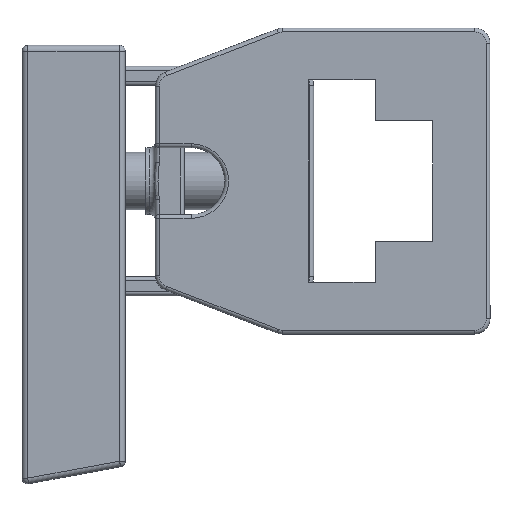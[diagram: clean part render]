
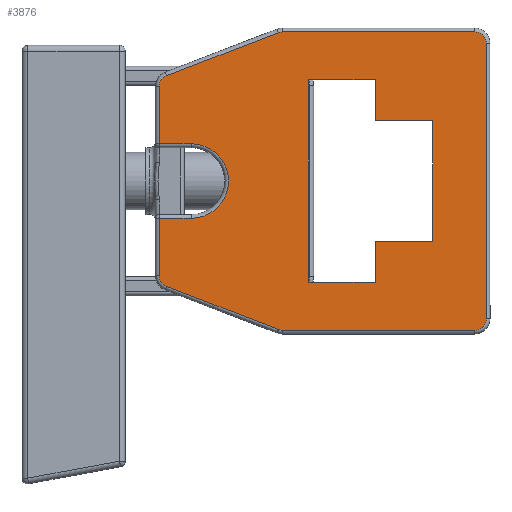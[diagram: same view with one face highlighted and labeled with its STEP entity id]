
A CAD part, left-side view. The second image highlights one B-rep face of the part: STEP entity #3876.
In plain terms, the highlighted planar face has unit normal (-1, 0, 0).
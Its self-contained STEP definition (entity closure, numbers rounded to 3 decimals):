
#114=FACE_BOUND('',#825,.T.);
#237=CIRCLE('',#4224,1.95);
#244=CIRCLE('',#4237,0.6);
#245=CIRCLE('',#4238,0.6);
#246=CIRCLE('',#4239,0.6);
#247=CIRCLE('',#4240,0.6);
#248=CIRCLE('',#4241,0.6);
#249=CIRCLE('',#4242,0.6);
#412=PLANE('',#4236);
#563=FACE_OUTER_BOUND('',#824,.T.);
#824=EDGE_LOOP('',(#3008,#3009,#3010,#3011,#3012,#3013,#3014,#3015,#3016,
#3017,#3018,#3019,#3020,#3021,#3022,#3023));
#825=EDGE_LOOP('',(#3024,#3025,#3026,#3027,#3028,#3029,#3030,#3031));
#1124=LINE('',#6490,#1424);
#1125=LINE('',#6501,#1425);
#1128=LINE('',#6512,#1428);
#1129=LINE('',#6516,#1429);
#1130=LINE('',#6520,#1430);
#1131=LINE('',#6524,#1431);
#1132=LINE('',#6528,#1432);
#1133=LINE('',#6532,#1433);
#1134=LINE('',#6536,#1434);
#1135=LINE('',#6540,#1435);
#1136=LINE('',#6542,#1436);
#1137=LINE('',#6544,#1437);
#1138=LINE('',#6546,#1438);
#1139=LINE('',#6548,#1439);
#1140=LINE('',#6550,#1440);
#1141=LINE('',#6552,#1441);
#1142=LINE('',#6553,#1442);
#1424=VECTOR('',#5066,1.672);
#1425=VECTOR('',#5079,1.672);
#1428=VECTOR('',#5096,3.001);
#1429=VECTOR('',#5101,3.001);
#1430=VECTOR('',#5104,6.266);
#1431=VECTOR('',#5107,10.051);
#1432=VECTOR('',#5110,14.4);
#1433=VECTOR('',#5113,10.051);
#1434=VECTOR('',#5116,6.266);
#1435=VECTOR('',#5119,3.);
#1436=VECTOR('',#5120,6.3);
#1437=VECTOR('',#5121,3.);
#1438=VECTOR('',#5122,2.15);
#1439=VECTOR('',#5123,3.5);
#1440=VECTOR('',#5124,10.6);
#1441=VECTOR('',#5125,3.5);
#1442=VECTOR('',#5126,2.15);
#1769=VERTEX_POINT('',#6484);
#1771=VERTEX_POINT('',#6488);
#1773=VERTEX_POINT('',#6493);
#1775=VERTEX_POINT('',#6499);
#1776=VERTEX_POINT('',#6511);
#1777=VERTEX_POINT('',#6515);
#1778=VERTEX_POINT('',#6517);
#1779=VERTEX_POINT('',#6519);
#1780=VERTEX_POINT('',#6521);
#1781=VERTEX_POINT('',#6523);
#1782=VERTEX_POINT('',#6525);
#1783=VERTEX_POINT('',#6527);
#1784=VERTEX_POINT('',#6529);
#1785=VERTEX_POINT('',#6531);
#1786=VERTEX_POINT('',#6533);
#1787=VERTEX_POINT('',#6535);
#1788=VERTEX_POINT('',#6538);
#1789=VERTEX_POINT('',#6539);
#1790=VERTEX_POINT('',#6541);
#1791=VERTEX_POINT('',#6543);
#1792=VERTEX_POINT('',#6545);
#1793=VERTEX_POINT('',#6547);
#1794=VERTEX_POINT('',#6549);
#1795=VERTEX_POINT('',#6551);
#2205=EDGE_CURVE('',#1771,#1769,#1124,.T.);
#2207=EDGE_CURVE('',#1773,#1771,#237,.T.);
#2210=EDGE_CURVE('',#1775,#1773,#1125,.T.);
#2216=EDGE_CURVE('',#1769,#1776,#1128,.T.);
#2218=EDGE_CURVE('',#1777,#1775,#1129,.T.);
#2219=EDGE_CURVE('',#1778,#1777,#244,.T.);
#2220=EDGE_CURVE('',#1779,#1778,#1130,.T.);
#2221=EDGE_CURVE('',#1780,#1779,#245,.T.);
#2222=EDGE_CURVE('',#1781,#1780,#1131,.T.);
#2223=EDGE_CURVE('',#1782,#1781,#246,.T.);
#2224=EDGE_CURVE('',#1783,#1782,#1132,.T.);
#2225=EDGE_CURVE('',#1784,#1783,#247,.T.);
#2226=EDGE_CURVE('',#1785,#1784,#1133,.T.);
#2227=EDGE_CURVE('',#1786,#1785,#248,.T.);
#2228=EDGE_CURVE('',#1787,#1786,#1134,.T.);
#2229=EDGE_CURVE('',#1776,#1787,#249,.T.);
#2230=EDGE_CURVE('',#1788,#1789,#1135,.T.);
#2231=EDGE_CURVE('',#1789,#1790,#1136,.T.);
#2232=EDGE_CURVE('',#1790,#1791,#1137,.T.);
#2233=EDGE_CURVE('',#1791,#1792,#1138,.T.);
#2234=EDGE_CURVE('',#1792,#1793,#1139,.T.);
#2235=EDGE_CURVE('',#1793,#1794,#1140,.T.);
#2236=EDGE_CURVE('',#1794,#1795,#1141,.T.);
#2237=EDGE_CURVE('',#1795,#1788,#1142,.T.);
#3008=ORIENTED_EDGE('',*,*,#2205,.F.);
#3009=ORIENTED_EDGE('',*,*,#2207,.F.);
#3010=ORIENTED_EDGE('',*,*,#2210,.F.);
#3011=ORIENTED_EDGE('',*,*,#2218,.F.);
#3012=ORIENTED_EDGE('',*,*,#2219,.F.);
#3013=ORIENTED_EDGE('',*,*,#2220,.F.);
#3014=ORIENTED_EDGE('',*,*,#2221,.F.);
#3015=ORIENTED_EDGE('',*,*,#2222,.F.);
#3016=ORIENTED_EDGE('',*,*,#2223,.F.);
#3017=ORIENTED_EDGE('',*,*,#2224,.F.);
#3018=ORIENTED_EDGE('',*,*,#2225,.F.);
#3019=ORIENTED_EDGE('',*,*,#2226,.F.);
#3020=ORIENTED_EDGE('',*,*,#2227,.F.);
#3021=ORIENTED_EDGE('',*,*,#2228,.F.);
#3022=ORIENTED_EDGE('',*,*,#2229,.F.);
#3023=ORIENTED_EDGE('',*,*,#2216,.F.);
#3024=ORIENTED_EDGE('',*,*,#2230,.T.);
#3025=ORIENTED_EDGE('',*,*,#2231,.T.);
#3026=ORIENTED_EDGE('',*,*,#2232,.T.);
#3027=ORIENTED_EDGE('',*,*,#2233,.T.);
#3028=ORIENTED_EDGE('',*,*,#2234,.T.);
#3029=ORIENTED_EDGE('',*,*,#2235,.T.);
#3030=ORIENTED_EDGE('',*,*,#2236,.T.);
#3031=ORIENTED_EDGE('',*,*,#2237,.T.);
#3876=ADVANCED_FACE('',(#563,#114),#412,.F.);
#4224=AXIS2_PLACEMENT_3D('',#6495,#5071,#5072);
#4236=AXIS2_PLACEMENT_3D('',#6514,#5099,#5100);
#4237=AXIS2_PLACEMENT_3D('',#6518,#5102,#5103);
#4238=AXIS2_PLACEMENT_3D('',#6522,#5105,#5106);
#4239=AXIS2_PLACEMENT_3D('',#6526,#5108,#5109);
#4240=AXIS2_PLACEMENT_3D('',#6530,#5111,#5112);
#4241=AXIS2_PLACEMENT_3D('',#6534,#5114,#5115);
#4242=AXIS2_PLACEMENT_3D('',#6537,#5117,#5118);
#5066=DIRECTION('',(0.,1.,0.));
#5071=DIRECTION('center_axis',(-1.,0.,0.));
#5072=DIRECTION('ref_axis',(0.,-1.,0.));
#5079=DIRECTION('',(0.,-1.,0.));
#5096=DIRECTION('',(0.,0.,1.));
#5099=DIRECTION('center_axis',(1.,0.,0.));
#5100=DIRECTION('ref_axis',(0.,0.,-1.));
#5101=DIRECTION('',(0.,0.,1.));
#5102=DIRECTION('center_axis',(1.,0.,0.));
#5103=DIRECTION('ref_axis',(0.,0.824,-0.566));
#5104=DIRECTION('',(0.,0.933,0.359));
#5105=DIRECTION('center_axis',(1.,0.,0.));
#5106=DIRECTION('ref_axis',(0.,0.183,-0.983));
#5107=DIRECTION('',(0.,1.,0.));
#5108=DIRECTION('center_axis',(1.,0.,0.));
#5109=DIRECTION('ref_axis',(0.,-0.707,-0.707));
#5110=DIRECTION('',(0.,0.,-1.));
#5111=DIRECTION('center_axis',(1.,0.,0.));
#5112=DIRECTION('ref_axis',(0.,-0.707,0.707));
#5113=DIRECTION('',(0.,-1.,0.));
#5114=DIRECTION('center_axis',(1.,0.,0.));
#5115=DIRECTION('ref_axis',(0.,0.183,0.983));
#5116=DIRECTION('',(0.,-0.933,0.359));
#5117=DIRECTION('center_axis',(1.,0.,0.));
#5118=DIRECTION('ref_axis',(0.,0.824,0.566));
#5119=DIRECTION('',(0.,-1.,0.));
#5120=DIRECTION('',(0.,0.,-1.));
#5121=DIRECTION('',(0.,1.,0.));
#5122=DIRECTION('',(0.,0.,-1.));
#5123=DIRECTION('',(0.,1.,0.));
#5124=DIRECTION('',(0.,0.,1.));
#5125=DIRECTION('',(0.,-1.,0.));
#5126=DIRECTION('',(0.,0.,-1.));
#6484=CARTESIAN_POINT('',(0.,8.55,1.95));
#6488=CARTESIAN_POINT('',(0.,6.878,1.95));
#6490=CARTESIAN_POINT('',(0.,4.318,1.95));
#6493=CARTESIAN_POINT('',(0.,6.878,-1.95));
#6495=CARTESIAN_POINT('Origin',(0.,6.878,0.));
#6499=CARTESIAN_POINT('',(0.,8.55,-1.95));
#6501=CARTESIAN_POINT('',(0.,3.132,-1.95));
#6511=CARTESIAN_POINT('',(0.,8.55,4.951));
#6512=CARTESIAN_POINT('',(0.,8.55,-2.75));
#6514=CARTESIAN_POINT('Origin',(0.,-0.614,0.));
#6515=CARTESIAN_POINT('',(0.,8.55,-4.951));
#6516=CARTESIAN_POINT('',(0.,8.55,-2.75));
#6517=CARTESIAN_POINT('',(0.,8.165,-5.511));
#6518=CARTESIAN_POINT('Origin',(0.,7.95,-4.951));
#6519=CARTESIAN_POINT('',(0.,2.317,-7.76));
#6520=CARTESIAN_POINT('',(0.,2.271,-7.778));
#6521=CARTESIAN_POINT('',(0.,2.101,-7.8));
#6522=CARTESIAN_POINT('Origin',(0.,2.101,-7.2));
#6523=CARTESIAN_POINT('',(0.,-7.95,-7.8));
#6524=CARTESIAN_POINT('',(0.,-4.682,-7.8));
#6525=CARTESIAN_POINT('',(0.,-8.55,-7.2));
#6526=CARTESIAN_POINT('Origin',(0.,-7.95,-7.2));
#6527=CARTESIAN_POINT('',(0.,-8.55,7.2));
#6528=CARTESIAN_POINT('',(0.,-8.55,4.));
#6529=CARTESIAN_POINT('',(0.,-7.95,7.8));
#6530=CARTESIAN_POINT('Origin',(0.,-7.95,7.2));
#6531=CARTESIAN_POINT('',(0.,2.101,7.8));
#6532=CARTESIAN_POINT('',(0.,0.818,7.8));
#6533=CARTESIAN_POINT('',(0.,2.317,7.76));
#6534=CARTESIAN_POINT('Origin',(0.,2.101,7.2));
#6535=CARTESIAN_POINT('',(0.,8.165,5.511));
#6536=CARTESIAN_POINT('',(0.,5.521,6.528));
#6537=CARTESIAN_POINT('Origin',(0.,7.95,4.951));
#6538=CARTESIAN_POINT('',(0.,-2.75,3.15));
#6539=CARTESIAN_POINT('',(0.,-5.75,3.15));
#6540=CARTESIAN_POINT('',(0.,-1.682,3.15));
#6541=CARTESIAN_POINT('',(0.,-5.75,-3.15));
#6542=CARTESIAN_POINT('',(0.,-5.75,1.575));
#6543=CARTESIAN_POINT('',(0.,-2.75,-3.15));
#6544=CARTESIAN_POINT('',(0.,-3.182,-3.15));
#6545=CARTESIAN_POINT('',(0.,-2.75,-5.3));
#6546=CARTESIAN_POINT('',(0.,-2.75,-1.575));
#6547=CARTESIAN_POINT('',(0.,0.75,-5.3));
#6548=CARTESIAN_POINT('',(0.,-1.682,-5.3));
#6549=CARTESIAN_POINT('',(0.,0.75,5.3));
#6550=CARTESIAN_POINT('',(0.,0.75,-2.65));
#6551=CARTESIAN_POINT('',(0.,-2.75,5.3));
#6552=CARTESIAN_POINT('',(0.,0.068,5.3));
#6553=CARTESIAN_POINT('',(0.,-2.75,2.65));
